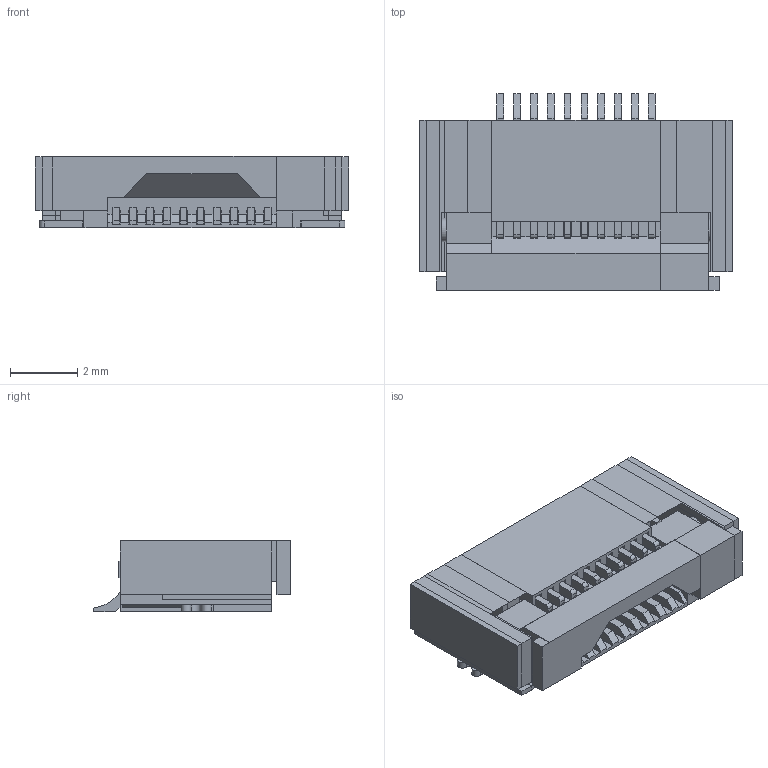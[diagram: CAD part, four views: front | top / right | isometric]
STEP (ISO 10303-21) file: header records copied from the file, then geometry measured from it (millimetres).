
FILE_DESCRIPTION(('STEP AP203'), '1');
FILE_NAME('FPC-10', '', ('UNSPECIFIED'), ('UNSPECIFIED'), 'ASCON STEP Converter 1.6', 'ASCON Math Kernel', '');
FILE_SCHEMA(('CONFIG_CONTROL_DESIGN'));
Length unit declared in the file: millimetre
Bounding box: 9.3 x 5.85 x 2.11 mm (x, y, z)
Volume: 61.1 mm3; surface area: 542.2 mm2
Topology: 17 solids, 17 shells, 650 faces, 1938 edges, 1245 vertices
Faces by surface type: plane 586, cylinder 64
Full cylindrical faces by diameter (mm): 0.7 x2, 0.8 x2
Entity records: 26822 total; most frequent: ORIENTED_EDGE 3868, CARTESIAN_POINT 3830, DIRECTION 3368, EDGE_CURVE 1934, LINE 1802, VECTOR 1802, VERTEX_POINT 1245, AXIS2_PLACEMENT_3D 783
